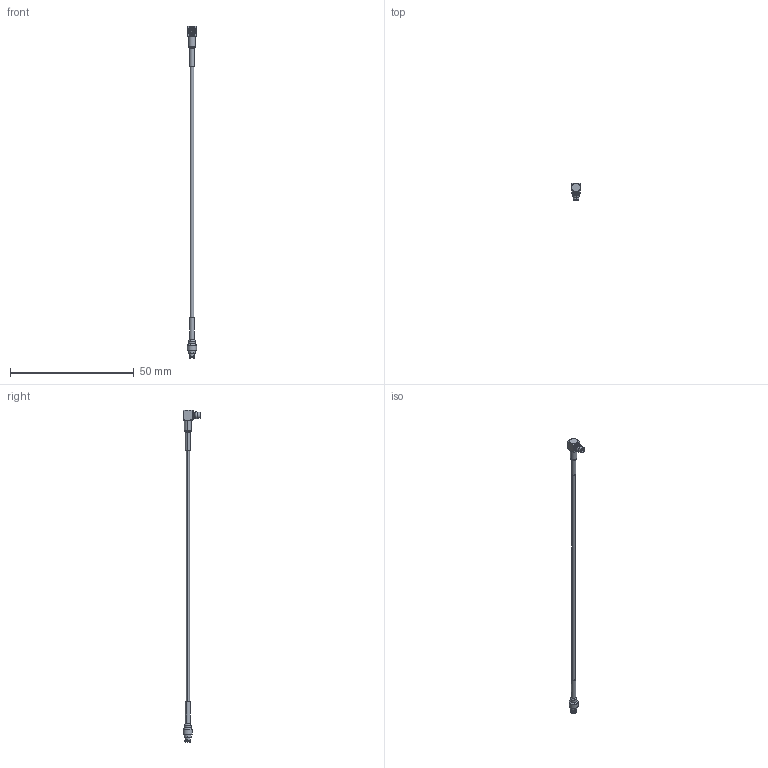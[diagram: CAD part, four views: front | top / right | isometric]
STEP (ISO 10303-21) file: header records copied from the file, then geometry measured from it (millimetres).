
FILE_DESCRIPTION (( 'STEP AP203' ), '1' );
FILE_NAME ('PE3C6530-HS.step', '2020-09-09T16:39:56', ( '' ), ( '' ), 'SwSTEP 2.0', 'SolidWorks 2018', '' );
FILE_SCHEMA (( 'CONFIG_CONTROL_DESIGN' ));
Length unit declared in the file: inch
Products named in the file (4): PE44457^PE3C6530-HS_Heat Shrink; PE3C6530-HS; PE44491^PE3C6530-HS_Heat Shrink; PE-P047^PE3C6530-HS_PE-P047
Assembly tree (3 placements, depth 2):
  PE3C6530-HS
    PE-P047^PE3C6530-HS_PE-P047
    PE44491^PE3C6530-HS_Heat Shrink
    PE44457^PE3C6530-HS_Heat Shrink
Bounding box: 3.71 x 7.1 x 134.23 mm (x, y, z)
Volume: 345.3 mm3; surface area: 835.8 mm2
Topology: 4 solids, 4 shells, 175 faces, 439 edges, 284 vertices
Faces by surface type: plane 63, cylinder 53, cone 40, bspline 10, torus 7, sphere 2
Entity records: 6845 total; most frequent: CARTESIAN_POINT 2275, DIRECTION 890, ORIENTED_EDGE 870, EDGE_CURVE 435, AXIS2_PLACEMENT_3D 366, VERTEX_POINT 282, CIRCLE 195, EDGE_LOOP 189
